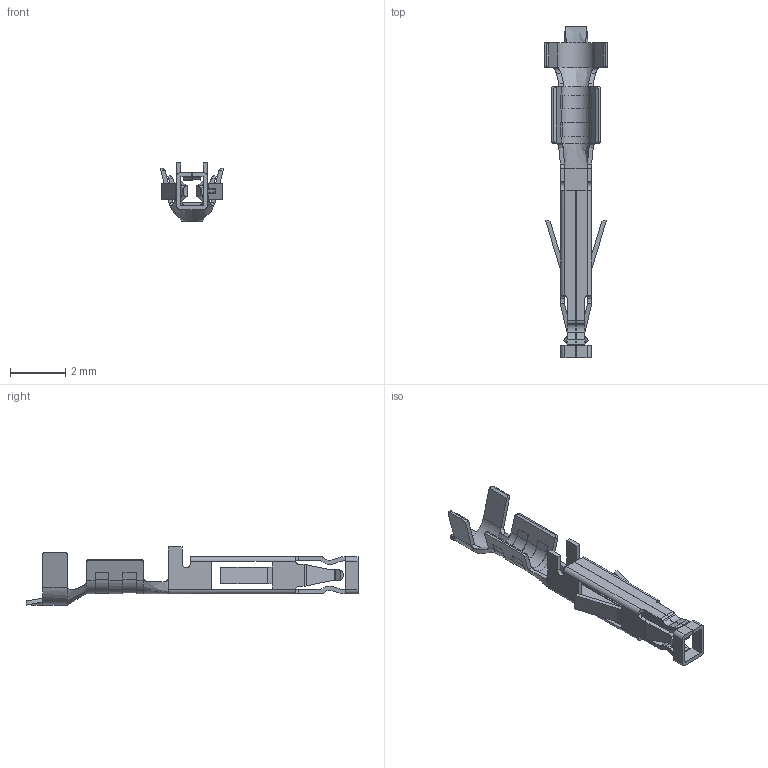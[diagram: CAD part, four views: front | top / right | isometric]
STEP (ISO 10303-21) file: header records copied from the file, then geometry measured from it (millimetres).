
FILE_DESCRIPTION( ( 'Unknown' ), '1' );
FILE_NAME( '66200613722DEC.stp', 'Unknown', ( 'Unknown' ), ( 'Unknown' ), 'PSStep 18.0.17', 'Unknown', ' ' );
FILE_SCHEMA( ( 'AUTOMOTIVE_DESIGN { 1 0 10303 214 1 1 1 1 }' ) );
Length unit declared in the file: millimetre
Products named in the file (1): 1
Bounding box: 2.29 x 12 x 2.1 mm (x, y, z)
Volume: 5.4 mm3; surface area: 85.5 mm2
Topology: 1 solids, 1 shells, 282 faces, 797 edges, 509 vertices
Faces by surface type: plane 169, cylinder 101, bspline 12
Entity records: 12840 total; most frequent: CARTESIAN_POINT 3364, ORIENTED_EDGE 1594, DIRECTION 1406, EDGE_CURVE 797, LINE 532, VECTOR 532, VERTEX_POINT 509, AXIS2_PLACEMENT_3D 437
